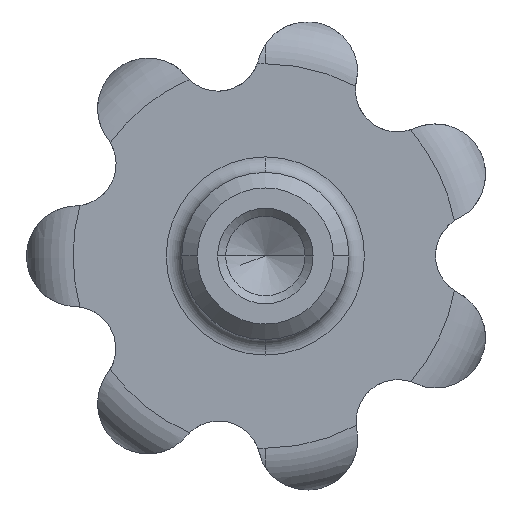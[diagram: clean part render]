
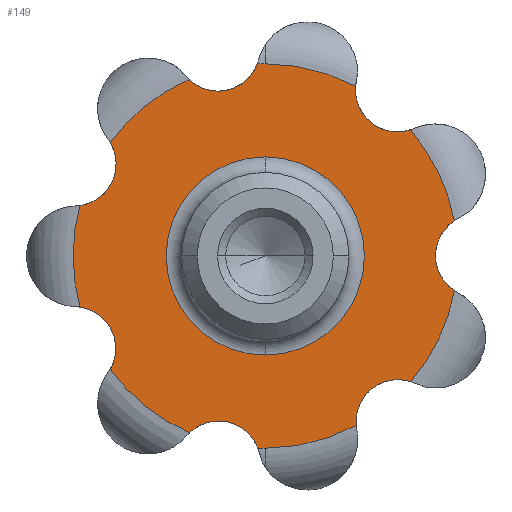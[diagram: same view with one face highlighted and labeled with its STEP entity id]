
A CAD part, front view. The second image highlights one B-rep face of the part: STEP entity #149.
In plain terms, the highlighted planar face has unit normal (0, -1, 0).
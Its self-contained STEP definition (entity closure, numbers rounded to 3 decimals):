
#149 = ADVANCED_FACE( '', ( #300, #301 ), #302, .T. );
#300 = FACE_OUTER_BOUND( '', #452, .T. );
#301 = FACE_BOUND( '', #453, .T. );
#302 = PLANE( '', #454 );
#452 = EDGE_LOOP( '', ( #1076, #1077, #1078, #1079, #1080, #1081, #1082, #1083, #1084, #1085, #1086, #1087, #1088, #1089, #1090, #1091 ) );
#453 = EDGE_LOOP( '', ( #1092, #1093, #1094 ) );
#454 = AXIS2_PLACEMENT_3D( '', #1095, #1096, #1097 );
#1076 = ORIENTED_EDGE( '', *, *, #1200, .T. );
#1077 = ORIENTED_EDGE( '', *, *, #1289, .F. );
#1078 = ORIENTED_EDGE( '', *, *, #1270, .T. );
#1079 = ORIENTED_EDGE( '', *, *, #1284, .F. );
#1080 = ORIENTED_EDGE( '', *, *, #1257, .T. );
#1081 = ORIENTED_EDGE( '', *, *, #1282, .F. );
#1082 = ORIENTED_EDGE( '', *, *, #1137, .F. );
#1083 = ORIENTED_EDGE( '', *, *, #1250, .T. );
#1084 = ORIENTED_EDGE( '', *, *, #1278, .F. );
#1085 = ORIENTED_EDGE( '', *, *, #1237, .T. );
#1086 = ORIENTED_EDGE( '', *, *, #1280, .F. );
#1087 = ORIENTED_EDGE( '', *, *, #1225, .T. );
#1088 = ORIENTED_EDGE( '', *, *, #1125, .F. );
#1089 = ORIENTED_EDGE( '', *, *, #1283, .F. );
#1090 = ORIENTED_EDGE( '', *, *, #1213, .T. );
#1091 = ORIENTED_EDGE( '', *, *, #1286, .F. );
#1092 = ORIENTED_EDGE( '', *, *, #1305, .T. );
#1093 = ORIENTED_EDGE( '', *, *, #1102, .T. );
#1094 = ORIENTED_EDGE( '', *, *, #1306, .T. );
#1095 = CARTESIAN_POINT( '', ( 12.2, 13., 0. ) );
#1096 = DIRECTION( '', ( 0., -1., 0. ) );
#1097 = DIRECTION( '', ( -1., 0., 0. ) );
#1102 = EDGE_CURVE( '', #1308, #1314, #1316, .T. );
#1125 = EDGE_CURVE( '', #1357, #1360, #1361, .T. );
#1137 = EDGE_CURVE( '', #1382, #1372, #1384, .T. );
#1200 = EDGE_CURVE( '', #1493, #1491, #1494, .T. );
#1213 = EDGE_CURVE( '', #1516, #1514, #1517, .T. );
#1225 = EDGE_CURVE( '', #1535, #1360, #1536, .T. );
#1237 = EDGE_CURVE( '', #1556, #1554, #1557, .T. );
#1250 = EDGE_CURVE( '', #1382, #1577, #1579, .T. );
#1257 = EDGE_CURVE( '', #1588, #1586, #1589, .T. );
#1270 = EDGE_CURVE( '', #1611, #1609, #1612, .T. );
#1278 = EDGE_CURVE( '', #1556, #1577, #1624, .T. );
#1280 = EDGE_CURVE( '', #1535, #1554, #1626, .T. );
#1282 = EDGE_CURVE( '', #1372, #1586, #1628, .T. );
#1283 = EDGE_CURVE( '', #1516, #1357, #1629, .T. );
#1284 = EDGE_CURVE( '', #1588, #1609, #1630, .T. );
#1286 = EDGE_CURVE( '', #1493, #1514, #1632, .T. );
#1289 = EDGE_CURVE( '', #1611, #1491, #1635, .T. );
#1305 = EDGE_CURVE( '', #1651, #1308, #1652, .T. );
#1306 = EDGE_CURVE( '', #1314, #1651, #1653, .T. );
#1308 = VERTEX_POINT( '', #1655 );
#1314 = VERTEX_POINT( '', #1661 );
#1316 = CIRCLE( '', #1663, 8.3 );
#1357 = VERTEX_POINT( '', #1784 );
#1360 = VERTEX_POINT( '', #1787 );
#1361 = CIRCLE( '', #1788, 16.1 );
#1372 = VERTEX_POINT( '', #1839 );
#1382 = VERTEX_POINT( '', #1886 );
#1384 = CIRCLE( '', #1891, 16.1 );
#1491 = VERTEX_POINT( '', #2305 );
#1493 = VERTEX_POINT( '', #2310 );
#1494 = CIRCLE( '', #2311, 3.5 );
#1514 = VERTEX_POINT( '', #2402 );
#1516 = VERTEX_POINT( '', #2407 );
#1517 = CIRCLE( '', #2408, 3.5 );
#1535 = VERTEX_POINT( '', #2505 );
#1536 = CIRCLE( '', #2506, 3.5 );
#1554 = VERTEX_POINT( '', #2596 );
#1556 = VERTEX_POINT( '', #2601 );
#1557 = CIRCLE( '', #2602, 3.5 );
#1577 = VERTEX_POINT( '', #2695 );
#1579 = CIRCLE( '', #2700, 3.5 );
#1586 = VERTEX_POINT( '', #2734 );
#1588 = VERTEX_POINT( '', #2739 );
#1589 = CIRCLE( '', #2740, 3.5 );
#1609 = VERTEX_POINT( '', #2833 );
#1611 = VERTEX_POINT( '', #2838 );
#1612 = CIRCLE( '', #2839, 3.5 );
#1624 = CIRCLE( '', #2892, 16.1 );
#1626 = CIRCLE( '', #2894, 16.1 );
#1628 = CIRCLE( '', #2896, 16.1 );
#1629 = CIRCLE( '', #2897, 16.1 );
#1630 = CIRCLE( '', #2898, 16.1 );
#1632 = CIRCLE( '', #2900, 16.1 );
#1635 = CIRCLE( '', #2903, 16.1 );
#1651 = VERTEX_POINT( '', #2919 );
#1652 = CIRCLE( '', #2920, 8.3 );
#1653 = CIRCLE( '', #2921, 8.3 );
#1655 = CARTESIAN_POINT( '', ( 0., 13., -8.3 ) );
#1661 = CARTESIAN_POINT( '', ( 0., 13., 8.3 ) );
#1663 = AXIS2_PLACEMENT_3D( '', #2934, #2935, #2936 );
#1784 = CARTESIAN_POINT( '', ( 0., 13., 16.1 ) );
#1787 = CARTESIAN_POINT( '', ( 7.566, 13., 14.211 ) );
#1788 = AXIS2_PLACEMENT_3D( '', #2971, #2972, #2973 );
#1839 = CARTESIAN_POINT( '', ( 0., 13., -16.1 ) );
#1886 = CARTESIAN_POINT( '', ( 7.616, 13., -14.185 ) );
#1891 = AXIS2_PLACEMENT_3D( '', #2983, #2984, #2985 );
#2305 = CARTESIAN_POINT( '', ( -15.535, 13., 4.229 ) );
#2310 = CARTESIAN_POINT( '', ( -12.997, 13., 9.502 ) );
#2311 = AXIS2_PLACEMENT_3D( '', #3033, #3034, #3035 );
#2402 = CARTESIAN_POINT( '', ( -6.386, 13., 14.779 ) );
#2407 = CARTESIAN_POINT( '', ( -0.683, 13., 16.086 ) );
#2408 = AXIS2_PLACEMENT_3D( '', #3039, #3040, #3041 );
#2505 = CARTESIAN_POINT( '', ( 12.145, 13., 10.569 ) );
#2506 = AXIS2_PLACEMENT_3D( '', #3045, #3046, #3047 );
#2596 = CARTESIAN_POINT( '', ( 15.827, 13., 2.953 ) );
#2601 = CARTESIAN_POINT( '', ( 15.837, 13., -2.898 ) );
#2602 = AXIS2_PLACEMENT_3D( '', #3051, #3052, #3053 );
#2695 = CARTESIAN_POINT( '', ( 12.182, 13., -10.527 ) );
#2700 = AXIS2_PLACEMENT_3D( '', #3057, #3058, #3059 );
#2734 = CARTESIAN_POINT( '', ( -0.627, 13., -16.088 ) );
#2739 = CARTESIAN_POINT( '', ( -6.335, 13., -14.801 ) );
#2740 = AXIS2_PLACEMENT_3D( '', #3063, #3064, #3065 );
#2833 = CARTESIAN_POINT( '', ( -12.998, 13., -9.5 ) );
#2838 = CARTESIAN_POINT( '', ( -15.519, 13., -4.285 ) );
#2839 = AXIS2_PLACEMENT_3D( '', #3069, #3070, #3071 );
#2892 = AXIS2_PLACEMENT_3D( '', #3073, #3074, #3075 );
#2894 = AXIS2_PLACEMENT_3D( '', #3079, #3080, #3081 );
#2896 = AXIS2_PLACEMENT_3D( '', #3085, #3086, #3087 );
#2897 = AXIS2_PLACEMENT_3D( '', #3088, #3089, #3090 );
#2898 = AXIS2_PLACEMENT_3D( '', #3091, #3092, #3093 );
#2900 = AXIS2_PLACEMENT_3D( '', #3097, #3098, #3099 );
#2903 = AXIS2_PLACEMENT_3D( '', #3106, #3107, #3108 );
#2919 = CARTESIAN_POINT( '', ( 8.3, 13., 0. ) );
#2920 = AXIS2_PLACEMENT_3D( '', #3154, #3155, #3156 );
#2921 = AXIS2_PLACEMENT_3D( '', #3157, #3158, #3159 );
#2934 = CARTESIAN_POINT( '', ( 0., 13., 0. ) );
#2935 = DIRECTION( '', ( 0., 1., 0. ) );
#2936 = DIRECTION( '', ( 1., 0., 0. ) );
#2971 = CARTESIAN_POINT( '', ( 0., 13., 0. ) );
#2972 = DIRECTION( '', ( 0., 1., 0. ) );
#2973 = DIRECTION( '', ( 1., 0., 0. ) );
#2983 = CARTESIAN_POINT( '', ( 0., 13., 0. ) );
#2984 = DIRECTION( '', ( 0., 1., 0. ) );
#2985 = DIRECTION( '', ( 1., 0., 0. ) );
#3033 = CARTESIAN_POINT( '', ( -15.997, 13., 7.699 ) );
#3034 = DIRECTION( '', ( 0., 1., 0. ) );
#3035 = DIRECTION( '', ( 0.114, 0., -0.994 ) );
#3039 = CARTESIAN_POINT( '', ( -3.963, 13., 17.305 ) );
#3040 = DIRECTION( '', ( 0., 1., 0. ) );
#3041 = DIRECTION( '', ( -0.705, 0., -0.709 ) );
#3045 = CARTESIAN_POINT( '', ( 11.052, 13., 13.894 ) );
#3046 = DIRECTION( '', ( 0., 1., 0. ) );
#3047 = DIRECTION( '', ( -0.994, 0., 0.109 ) );
#3051 = CARTESIAN_POINT( '', ( 17.753, 13., 0.031 ) );
#3052 = DIRECTION( '', ( 0., 1., 0. ) );
#3053 = DIRECTION( '', ( -0.535, 0., 0.845 ) );
#3057 = CARTESIAN_POINT( '', ( 11.1, 13., -13.855 ) );
#3058 = DIRECTION( '', ( 0., 1., 0. ) );
#3059 = DIRECTION( '', ( 0.327, 0., 0.945 ) );
#3063 = CARTESIAN_POINT( '', ( -3.903, 13., -17.319 ) );
#3064 = DIRECTION( '', ( 0., 1., 0. ) );
#3065 = DIRECTION( '', ( 0.942, 0., 0.334 ) );
#3069 = CARTESIAN_POINT( '', ( -16.028, 13., -7.748 ) );
#3070 = DIRECTION( '', ( 0., 1., 0. ) );
#3071 = DIRECTION( '', ( 0.845, 0., -0.534 ) );
#3073 = CARTESIAN_POINT( '', ( 0., 13., 0. ) );
#3074 = DIRECTION( '', ( 0., 1., 0. ) );
#3075 = DIRECTION( '', ( 1., 0., 0. ) );
#3079 = CARTESIAN_POINT( '', ( 0., 13., 0. ) );
#3080 = DIRECTION( '', ( 0., 1., 0. ) );
#3081 = DIRECTION( '', ( 1., 0., 0. ) );
#3085 = CARTESIAN_POINT( '', ( 0., 13., 0. ) );
#3086 = DIRECTION( '', ( 0., 1., 0. ) );
#3087 = DIRECTION( '', ( 1., 0., 0. ) );
#3088 = CARTESIAN_POINT( '', ( 0., 13., 0. ) );
#3089 = DIRECTION( '', ( 0., 1., 0. ) );
#3090 = DIRECTION( '', ( 1., 0., 0. ) );
#3091 = CARTESIAN_POINT( '', ( 0., 13., 0. ) );
#3092 = DIRECTION( '', ( 0., 1., 0. ) );
#3093 = DIRECTION( '', ( 1., 0., 0. ) );
#3097 = CARTESIAN_POINT( '', ( 0., 13., 0. ) );
#3098 = DIRECTION( '', ( 0., 1., 0. ) );
#3099 = DIRECTION( '', ( 1., 0., 0. ) );
#3106 = CARTESIAN_POINT( '', ( 0., 13., 0. ) );
#3107 = DIRECTION( '', ( 0., 1., 0. ) );
#3108 = DIRECTION( '', ( 1., 0., 0. ) );
#3154 = CARTESIAN_POINT( '', ( 0., 13., 0. ) );
#3155 = DIRECTION( '', ( 0., 1., 0. ) );
#3156 = DIRECTION( '', ( 1., 0., 0. ) );
#3157 = CARTESIAN_POINT( '', ( 0., 13., 0. ) );
#3158 = DIRECTION( '', ( 0., 1., 0. ) );
#3159 = DIRECTION( '', ( 1., 0., 0. ) );
